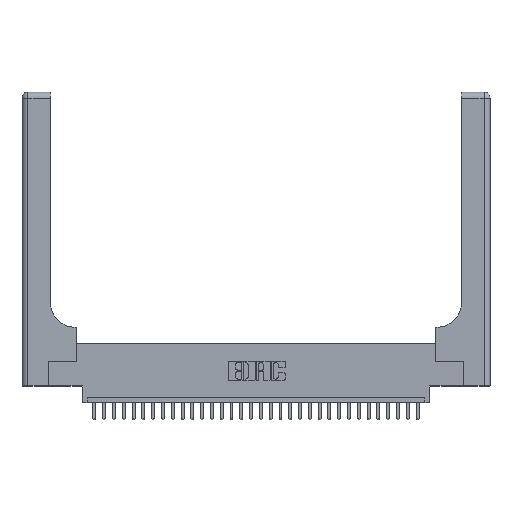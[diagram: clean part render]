
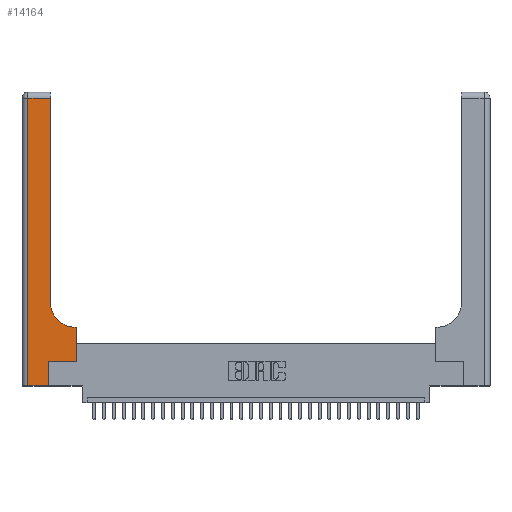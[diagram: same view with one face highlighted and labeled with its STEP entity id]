
A CAD part, top view. The second image highlights one B-rep face of the part: STEP entity #14164.
In plain terms, the highlighted planar face has unit normal (0, 0, 1).
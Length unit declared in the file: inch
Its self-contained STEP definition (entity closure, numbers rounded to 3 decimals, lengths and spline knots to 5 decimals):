
#460 = AXIS2_PLACEMENT_3D ( 'NONE', #18991, #18787, #28941 ) ;
#931 = AXIS2_PLACEMENT_3D ( 'NONE', #10515, #4630, #19588 ) ;
#998 = CARTESIAN_POINT ( 'NONE',  ( 0.269, 0., 0.37 ) ) ;
#1525 = CARTESIAN_POINT ( 'NONE',  ( 0.2915, 3., 0.37 ) ) ;
#1563 = CARTESIAN_POINT ( 'NONE',  ( 0.5585, 0.6, 0.37 ) ) ;
#1591 = ORIENTED_EDGE ( 'NONE', *, *, #10980, .T. ) ;
#3277 = VERTEX_POINT ( 'NONE', #26037 ) ;
#3518 = CARTESIAN_POINT ( 'NONE',  ( 0.2915, 0.6, 0.37 ) ) ;
#3725 = FACE_OUTER_BOUND ( 'NONE', #6520, .T. ) ;
#3764 = ORIENTED_EDGE ( 'NONE', *, *, #16891, .T. ) ;
#4328 = CARTESIAN_POINT ( 'NONE',  ( 0.06, 3., 0.37 ) ) ;
#4339 = EDGE_CURVE ( 'NONE', #8287, #12352, #13289, .T. ) ;
#4630 = DIRECTION ( 'NONE',  ( 0., 0., -1. ) ) ;
#4761 = ORIENTED_EDGE ( 'NONE', *, *, #16130, .T. ) ;
#5297 = VECTOR ( 'NONE', #20521, 39.37008 ) ;
#5892 = VECTOR ( 'NONE', #20479, 39.37008 ) ;
#6520 = EDGE_LOOP ( 'NONE', ( #9006, #7213, #30121, #3764, #31686, #4761, #1591, #29642, #11949 ) ) ;
#7213 = ORIENTED_EDGE ( 'NONE', *, *, #4339, .T. ) ;
#7452 = VECTOR ( 'NONE', #16971, 39.37008 ) ;
#8258 = CARTESIAN_POINT ( 'NONE',  ( 0., 2.94, 0.37 ) ) ;
#8287 = VERTEX_POINT ( 'NONE', #26479 ) ;
#8914 = EDGE_CURVE ( 'NONE', #12352, #3277, #10496, .T. ) ;
#8937 = DIRECTION ( 'NONE',  ( -1., 0., 0. ) ) ;
#9006 = ORIENTED_EDGE ( 'NONE', *, *, #20801, .T. ) ;
#9222 = LINE ( 'NONE', #20051, #5297 ) ;
#9411 = CARTESIAN_POINT ( 'NONE',  ( 0.269, 0.25, 0.37 ) ) ;
#9839 = LINE ( 'NONE', #3518, #11386 ) ;
#10496 = LINE ( 'NONE', #4328, #19784 ) ;
#10515 = CARTESIAN_POINT ( 'NONE',  ( 0., 3., 0.37 ) ) ;
#10980 = EDGE_CURVE ( 'NONE', #24337, #29480, #9222, .T. ) ;
#11360 = CARTESIAN_POINT ( 'NONE',  ( 0.5415, 0.6, 0.37 ) ) ;
#11386 = VECTOR ( 'NONE', #8937, 39.37008 ) ;
#11407 = EDGE_CURVE ( 'NONE', #29972, #23562, #21647, .T. ) ;
#11949 = ORIENTED_EDGE ( 'NONE', *, *, #11407, .T. ) ;
#12352 = VERTEX_POINT ( 'NONE', #26852 ) ;
#12582 = CARTESIAN_POINT ( 'NONE',  ( 0.269, 0., 0.37 ) ) ;
#13289 = LINE ( 'NONE', #8258, #5892 ) ;
#14153 = DIRECTION ( 'NONE',  ( 1., 0., 0. ) ) ;
#14164 = ADVANCED_FACE ( 'NONE', ( #3725 ), #19482, .F. ) ;
#15619 = LINE ( 'NONE', #9411, #7452 ) ;
#16130 = EDGE_CURVE ( 'NONE', #25535, #24337, #15619, .T. ) ;
#16300 = LINE ( 'NONE', #998, #17850 ) ;
#16891 = EDGE_CURVE ( 'NONE', #3277, #29795, #25648, .T. ) ;
#16950 = CARTESIAN_POINT ( 'NONE',  ( 0., 0., 0.37 ) ) ;
#16971 = DIRECTION ( 'NONE',  ( 1., 0., 0. ) ) ;
#17203 = CARTESIAN_POINT ( 'NONE',  ( 0.5585, 0.25, 0.37 ) ) ;
#17453 = EDGE_CURVE ( 'NONE', #29795, #25535, #16300, .T. ) ;
#17850 = VECTOR ( 'NONE', #28800, 39.37008 ) ;
#18787 = DIRECTION ( 'NONE',  ( 0., 0., -1. ) ) ;
#18991 = CARTESIAN_POINT ( 'NONE',  ( 0.5415, 0.85, 0.37 ) ) ;
#19482 = PLANE ( 'NONE',  #931 ) ;
#19588 = DIRECTION ( 'NONE',  ( -1., 0., 0. ) ) ;
#19784 = VECTOR ( 'NONE', #26656, 39.37008 ) ;
#20051 = CARTESIAN_POINT ( 'NONE',  ( 0.5585, 0.25, 0.37 ) ) ;
#20479 = DIRECTION ( 'NONE',  ( -1., 0., 0. ) ) ;
#20521 = DIRECTION ( 'NONE',  ( 0., 1., 0. ) ) ;
#20801 = EDGE_CURVE ( 'NONE', #23562, #8287, #30412, .T. ) ;
#21441 = DIRECTION ( 'NONE',  ( 0., 1., 0. ) ) ;
#21647 = CIRCLE ( 'NONE', #460, 0.25 ) ;
#23402 = VECTOR ( 'NONE', #21441, 39.37008 ) ;
#23562 = VERTEX_POINT ( 'NONE', #30987 ) ;
#24337 = VERTEX_POINT ( 'NONE', #17203 ) ;
#24993 = CARTESIAN_POINT ( 'NONE',  ( 0.269, 0.25, 0.37 ) ) ;
#25535 = VERTEX_POINT ( 'NONE', #24993 ) ;
#25648 = LINE ( 'NONE', #16950, #27557 ) ;
#26037 = CARTESIAN_POINT ( 'NONE',  ( 0.06, 0., 0.37 ) ) ;
#26265 = EDGE_CURVE ( 'NONE', #29480, #29972, #9839, .T. ) ;
#26479 = CARTESIAN_POINT ( 'NONE',  ( 0.2915, 2.94, 0.37 ) ) ;
#26656 = DIRECTION ( 'NONE',  ( 0., -1., 0. ) ) ;
#26852 = CARTESIAN_POINT ( 'NONE',  ( 0.06, 2.94, 0.37 ) ) ;
#27557 = VECTOR ( 'NONE', #14153, 39.37008 ) ;
#28800 = DIRECTION ( 'NONE',  ( 0., 1., 0. ) ) ;
#28941 = DIRECTION ( 'NONE',  ( 1., 0., 0. ) ) ;
#29480 = VERTEX_POINT ( 'NONE', #1563 ) ;
#29642 = ORIENTED_EDGE ( 'NONE', *, *, #26265, .T. ) ;
#29795 = VERTEX_POINT ( 'NONE', #12582 ) ;
#29972 = VERTEX_POINT ( 'NONE', #11360 ) ;
#30121 = ORIENTED_EDGE ( 'NONE', *, *, #8914, .T. ) ;
#30412 = LINE ( 'NONE', #1525, #23402 ) ;
#30987 = CARTESIAN_POINT ( 'NONE',  ( 0.2915, 0.85, 0.37 ) ) ;
#31686 = ORIENTED_EDGE ( 'NONE', *, *, #17453, .T. ) ;
